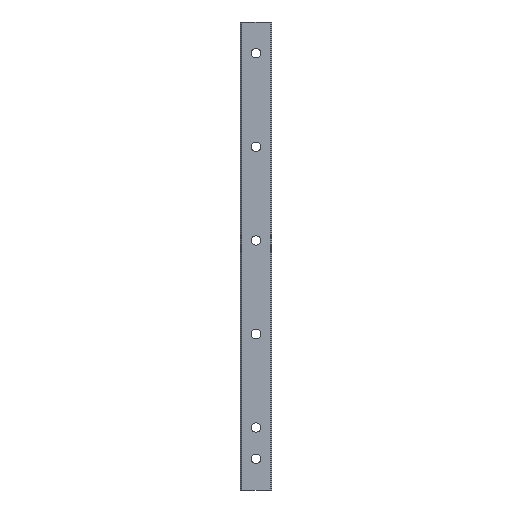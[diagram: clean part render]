
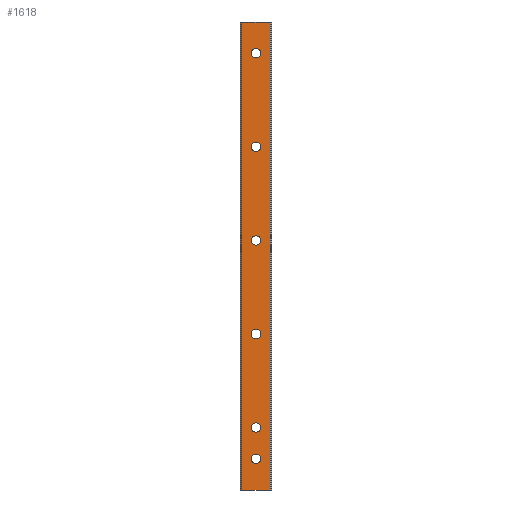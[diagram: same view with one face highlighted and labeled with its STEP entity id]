
A CAD part, front view. The second image highlights one B-rep face of the part: STEP entity #1618.
In plain terms, the highlighted planar face has unit normal (0, -1, 0).
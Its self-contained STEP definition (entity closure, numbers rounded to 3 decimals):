
#4 = EDGE_CURVE ( 'NONE', #493, #1456, #804, .T. ) ;
#21 = AXIS2_PLACEMENT_3D ( 'NONE', #1198, #837, #644 ) ;
#39 = VECTOR ( 'NONE', #1561, 1000. ) ;
#51 = ORIENTED_EDGE ( 'NONE', *, *, #1798, .T. ) ;
#82 = EDGE_CURVE ( 'NONE', #2181, #698, #745, .T. ) ;
#85 = DIRECTION ( 'NONE',  ( 0., 0., 1. ) ) ;
#95 = PLANE ( 'NONE',  #21 ) ;
#124 = CARTESIAN_POINT ( 'NONE',  ( 0., -14., -133. ) ) ;
#136 = DIRECTION ( 'NONE',  ( 0., 1., 0. ) ) ;
#137 = CARTESIAN_POINT ( 'NONE',  ( 9., -14., -150. ) ) ;
#161 = DIRECTION ( 'NONE',  ( 0., 0., 1. ) ) ;
#162 = DIRECTION ( 'NONE',  ( 0., 0., 1. ) ) ;
#221 = CARTESIAN_POINT ( 'NONE',  ( 0., -14., 70. ) ) ;
#234 = ORIENTED_EDGE ( 'NONE', *, *, #2372, .T. ) ;
#264 = CARTESIAN_POINT ( 'NONE',  ( 0., -14., 7. ) ) ;
#297 = DIRECTION ( 'NONE',  ( 1., 0., 0. ) ) ;
#327 = CARTESIAN_POINT ( 'NONE',  ( 0., -14., -130. ) ) ;
#382 = AXIS2_PLACEMENT_3D ( 'NONE', #790, #1742, #449 ) ;
#385 = DIRECTION ( 'NONE',  ( 0., 1., 0. ) ) ;
#390 = CARTESIAN_POINT ( 'NONE',  ( 0., -14., -127. ) ) ;
#394 = EDGE_CURVE ( 'NONE', #2101, #1547, #1408, .T. ) ;
#418 = AXIS2_PLACEMENT_3D ( 'NONE', #1297, #732, #162 ) ;
#434 = DIRECTION ( 'NONE',  ( 0., 1., 0. ) ) ;
#449 = DIRECTION ( 'NONE',  ( 0., 0., 1. ) ) ;
#460 = DIRECTION ( 'NONE',  ( 0., 1., 0. ) ) ;
#479 = LINE ( 'NONE', #1023, #39 ) ;
#493 = VERTEX_POINT ( 'NONE', #1939 ) ;
#499 = ORIENTED_EDGE ( 'NONE', *, *, #394, .T. ) ;
#514 = ORIENTED_EDGE ( 'NONE', *, *, #1106, .T. ) ;
#537 = FACE_BOUND ( 'NONE', #676, .T. ) ;
#549 = VERTEX_POINT ( 'NONE', #1226 ) ;
#553 = DIRECTION ( 'NONE',  ( 0., 0., 1. ) ) ;
#564 = AXIS2_PLACEMENT_3D ( 'NONE', #1907, #1308, #780 ) ;
#584 = EDGE_CURVE ( 'NONE', #774, #1388, #664, .T. ) ;
#604 = AXIS2_PLACEMENT_3D ( 'NONE', #1820, #714, #2215 ) ;
#644 = DIRECTION ( 'NONE',  ( 0., 0., 1. ) ) ;
#653 = CARTESIAN_POINT ( 'NONE',  ( 0., -14., -53. ) ) ;
#664 = CIRCLE ( 'NONE', #1998, 3. ) ;
#674 = EDGE_LOOP ( 'NONE', ( #51, #499 ) ) ;
#676 = EDGE_LOOP ( 'NONE', ( #2068, #1073 ) ) ;
#678 = ORIENTED_EDGE ( 'NONE', *, *, #831, .T. ) ;
#682 = AXIS2_PLACEMENT_3D ( 'NONE', #1871, #385, #1890 ) ;
#685 = CIRCLE ( 'NONE', #1391, 3. ) ;
#698 = VERTEX_POINT ( 'NONE', #137 ) ;
#714 = DIRECTION ( 'NONE',  ( 0., 1., 0. ) ) ;
#732 = DIRECTION ( 'NONE',  ( 0., 1., 0. ) ) ;
#740 = CIRCLE ( 'NONE', #2029, 3. ) ;
#745 = LINE ( 'NONE', #1173, #1620 ) ;
#774 = VERTEX_POINT ( 'NONE', #124 ) ;
#780 = DIRECTION ( 'NONE',  ( 0., 0., 1. ) ) ;
#790 = CARTESIAN_POINT ( 'NONE',  ( 0., -14., 130. ) ) ;
#804 = CIRCLE ( 'NONE', #382, 3. ) ;
#820 = CARTESIAN_POINT ( 'NONE',  ( 0., -14., 10. ) ) ;
#827 = DIRECTION ( 'NONE',  ( 1., 0., 0. ) ) ;
#831 = EDGE_CURVE ( 'NONE', #2114, #549, #1091, .T. ) ;
#837 = DIRECTION ( 'NONE',  ( 0., 1., 0. ) ) ;
#839 = VERTEX_POINT ( 'NONE', #1864 ) ;
#859 = DIRECTION ( 'NONE',  ( 0., 0., 1. ) ) ;
#864 = EDGE_LOOP ( 'NONE', ( #1307, #2291 ) ) ;
#869 = VERTEX_POINT ( 'NONE', #932 ) ;
#905 = VECTOR ( 'NONE', #827, 1000. ) ;
#932 = CARTESIAN_POINT ( 'NONE',  ( 0., -14., -107. ) ) ;
#955 = EDGE_LOOP ( 'NONE', ( #1720, #1603, #958, #2369 ) ) ;
#958 = ORIENTED_EDGE ( 'NONE', *, *, #1155, .F. ) ;
#965 = LINE ( 'NONE', #1577, #905 ) ;
#969 = FACE_BOUND ( 'NONE', #864, .T. ) ;
#977 = CARTESIAN_POINT ( 'NONE',  ( 0., -14., 127. ) ) ;
#1017 = DIRECTION ( 'NONE',  ( 0., 1., 0. ) ) ;
#1023 = CARTESIAN_POINT ( 'NONE',  ( 9., -14., 150. ) ) ;
#1073 = ORIENTED_EDGE ( 'NONE', *, *, #584, .T. ) ;
#1091 = CIRCLE ( 'NONE', #418, 3. ) ;
#1098 = CARTESIAN_POINT ( 'NONE',  ( -9., -14., 150. ) ) ;
#1106 = EDGE_CURVE ( 'NONE', #549, #2114, #2090, .T. ) ;
#1108 = EDGE_LOOP ( 'NONE', ( #514, #678 ) ) ;
#1148 = CIRCLE ( 'NONE', #1953, 3. ) ;
#1150 = VECTOR ( 'NONE', #2410, 1000. ) ;
#1153 = CARTESIAN_POINT ( 'NONE',  ( 0., -14., -47. ) ) ;
#1155 = EDGE_CURVE ( 'NONE', #839, #1895, #965, .T. ) ;
#1173 = CARTESIAN_POINT ( 'NONE',  ( -9., -14., -150. ) ) ;
#1198 = CARTESIAN_POINT ( 'NONE',  ( -9., -14., 150. ) ) ;
#1202 = VERTEX_POINT ( 'NONE', #1400 ) ;
#1205 = CARTESIAN_POINT ( 'NONE',  ( 0., -14., 67. ) ) ;
#1226 = CARTESIAN_POINT ( 'NONE',  ( 0., -14., 13. ) ) ;
#1237 = LINE ( 'NONE', #1098, #1150 ) ;
#1278 = EDGE_LOOP ( 'NONE', ( #2135, #234 ) ) ;
#1297 = CARTESIAN_POINT ( 'NONE',  ( 0., -14., 10. ) ) ;
#1307 = ORIENTED_EDGE ( 'NONE', *, *, #1832, .T. ) ;
#1308 = DIRECTION ( 'NONE',  ( 0., 1., 0. ) ) ;
#1339 = AXIS2_PLACEMENT_3D ( 'NONE', #2383, #1434, #859 ) ;
#1342 = FACE_BOUND ( 'NONE', #1278, .T. ) ;
#1353 = VERTEX_POINT ( 'NONE', #1696 ) ;
#1388 = VERTEX_POINT ( 'NONE', #390 ) ;
#1391 = AXIS2_PLACEMENT_3D ( 'NONE', #327, #136, #161 ) ;
#1400 = CARTESIAN_POINT ( 'NONE',  ( 0., -14., 73. ) ) ;
#1405 = CIRCLE ( 'NONE', #682, 3. ) ;
#1408 = CIRCLE ( 'NONE', #564, 3. ) ;
#1434 = DIRECTION ( 'NONE',  ( 0., 1., 0. ) ) ;
#1456 = VERTEX_POINT ( 'NONE', #977 ) ;
#1510 = DIRECTION ( 'NONE',  ( 0., 0., 1. ) ) ;
#1547 = VERTEX_POINT ( 'NONE', #1153 ) ;
#1561 = DIRECTION ( 'NONE',  ( 0., 0., -1. ) ) ;
#1577 = CARTESIAN_POINT ( 'NONE',  ( -9., -14., 150. ) ) ;
#1603 = ORIENTED_EDGE ( 'NONE', *, *, #1654, .F. ) ;
#1618 = ADVANCED_FACE ( 'NONE', ( #2361, #537, #1342, #2094, #1852, #2059, #969 ), #95, .F. ) ;
#1620 = VECTOR ( 'NONE', #297, 1000. ) ;
#1652 = VERTEX_POINT ( 'NONE', #1205 ) ;
#1654 = EDGE_CURVE ( 'NONE', #1895, #698, #479, .T. ) ;
#1680 = CARTESIAN_POINT ( 'NONE',  ( 9., -14., 150. ) ) ;
#1689 = EDGE_CURVE ( 'NONE', #1388, #774, #685, .T. ) ;
#1696 = CARTESIAN_POINT ( 'NONE',  ( 0., -14., -113. ) ) ;
#1703 = CARTESIAN_POINT ( 'NONE',  ( 0., -14., 130. ) ) ;
#1720 = ORIENTED_EDGE ( 'NONE', *, *, #82, .T. ) ;
#1723 = EDGE_CURVE ( 'NONE', #839, #2181, #1237, .T. ) ;
#1735 = EDGE_CURVE ( 'NONE', #1202, #1652, #2418, .T. ) ;
#1742 = DIRECTION ( 'NONE',  ( 0., 1., 0. ) ) ;
#1764 = CIRCLE ( 'NONE', #1339, 3. ) ;
#1793 = AXIS2_PLACEMENT_3D ( 'NONE', #1703, #2086, #1510 ) ;
#1798 = EDGE_CURVE ( 'NONE', #1547, #2101, #740, .T. ) ;
#1819 = CIRCLE ( 'NONE', #1793, 3. ) ;
#1820 = CARTESIAN_POINT ( 'NONE',  ( 0., -14., 70. ) ) ;
#1832 = EDGE_CURVE ( 'NONE', #869, #1353, #1405, .T. ) ;
#1836 = CARTESIAN_POINT ( 'NONE',  ( 0., -14., -50. ) ) ;
#1852 = FACE_BOUND ( 'NONE', #1108, .T. ) ;
#1864 = CARTESIAN_POINT ( 'NONE',  ( -9., -14., 150. ) ) ;
#1871 = CARTESIAN_POINT ( 'NONE',  ( 0., -14., -110. ) ) ;
#1890 = DIRECTION ( 'NONE',  ( 0., 0., 1. ) ) ;
#1895 = VERTEX_POINT ( 'NONE', #1680 ) ;
#1907 = CARTESIAN_POINT ( 'NONE',  ( 0., -14., -50. ) ) ;
#1920 = AXIS2_PLACEMENT_3D ( 'NONE', #820, #1017, #85 ) ;
#1939 = CARTESIAN_POINT ( 'NONE',  ( 0., -14., 133. ) ) ;
#1943 = EDGE_CURVE ( 'NONE', #1652, #1202, #1148, .T. ) ;
#1953 = AXIS2_PLACEMENT_3D ( 'NONE', #221, #434, #2116 ) ;
#1998 = AXIS2_PLACEMENT_3D ( 'NONE', #2156, #460, #2188 ) ;
#2027 = DIRECTION ( 'NONE',  ( 0., 1., 0. ) ) ;
#2029 = AXIS2_PLACEMENT_3D ( 'NONE', #1836, #2027, #553 ) ;
#2048 = EDGE_LOOP ( 'NONE', ( #2240, #2206 ) ) ;
#2059 = FACE_BOUND ( 'NONE', #674, .T. ) ;
#2068 = ORIENTED_EDGE ( 'NONE', *, *, #1689, .T. ) ;
#2086 = DIRECTION ( 'NONE',  ( 0., 1., 0. ) ) ;
#2090 = CIRCLE ( 'NONE', #1920, 3. ) ;
#2094 = FACE_OUTER_BOUND ( 'NONE', #955, .T. ) ;
#2101 = VERTEX_POINT ( 'NONE', #653 ) ;
#2114 = VERTEX_POINT ( 'NONE', #264 ) ;
#2116 = DIRECTION ( 'NONE',  ( 0., 0., 1. ) ) ;
#2135 = ORIENTED_EDGE ( 'NONE', *, *, #4, .T. ) ;
#2156 = CARTESIAN_POINT ( 'NONE',  ( 0., -14., -130. ) ) ;
#2161 = EDGE_CURVE ( 'NONE', #1353, #869, #1764, .T. ) ;
#2181 = VERTEX_POINT ( 'NONE', #2378 ) ;
#2188 = DIRECTION ( 'NONE',  ( 0., 0., 1. ) ) ;
#2206 = ORIENTED_EDGE ( 'NONE', *, *, #1943, .T. ) ;
#2215 = DIRECTION ( 'NONE',  ( 0., 0., 1. ) ) ;
#2240 = ORIENTED_EDGE ( 'NONE', *, *, #1735, .T. ) ;
#2291 = ORIENTED_EDGE ( 'NONE', *, *, #2161, .T. ) ;
#2361 = FACE_BOUND ( 'NONE', #2048, .T. ) ;
#2369 = ORIENTED_EDGE ( 'NONE', *, *, #1723, .T. ) ;
#2372 = EDGE_CURVE ( 'NONE', #1456, #493, #1819, .T. ) ;
#2378 = CARTESIAN_POINT ( 'NONE',  ( -9., -14., -150. ) ) ;
#2383 = CARTESIAN_POINT ( 'NONE',  ( 0., -14., -110. ) ) ;
#2410 = DIRECTION ( 'NONE',  ( 0., 0., -1. ) ) ;
#2418 = CIRCLE ( 'NONE', #604, 3. ) ;
